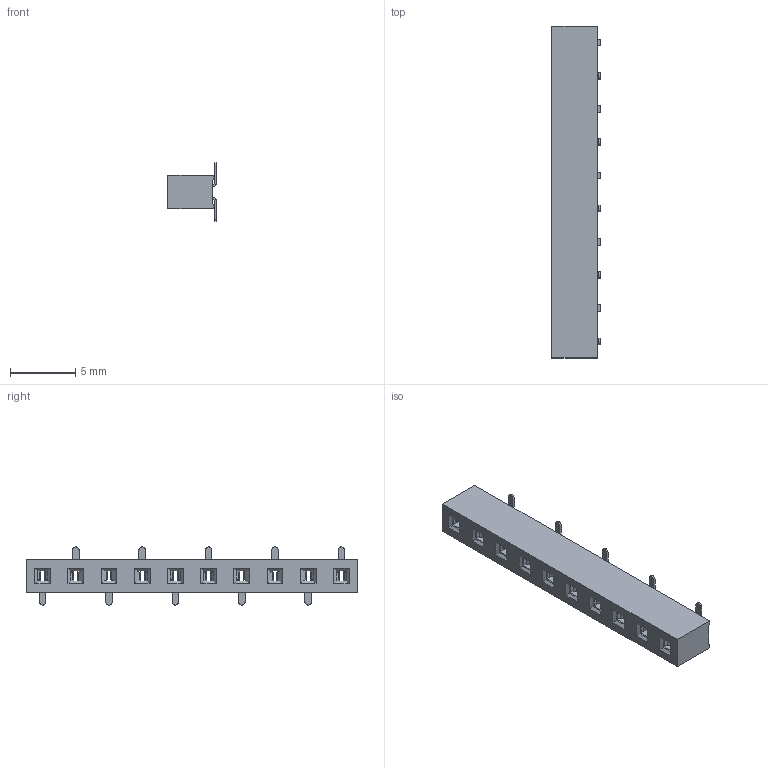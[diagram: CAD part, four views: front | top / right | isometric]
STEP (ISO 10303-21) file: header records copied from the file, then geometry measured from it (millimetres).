
FILE_DESCRIPTION(/* description */ (''),/* implementation_level */ '2;1');
FILE_NAME(/* name */ '3492-10-2-Dummy.stp',/* time_stamp */ '2022-09-22T10:36:20+02:00',/* author */ ('Andreas.Larin'),/* organization */ (''),/* preprocessor_version */ 'ST-DEVELOPER v15.6',/* originating_system */ 'Autodesk Inventor 2015',/* authorisation */ '');
FILE_SCHEMA (('AUTOMOTIVE_DESIGN { 1 0 10303 214 3 1 1 }'));
Length unit declared in the file: centimetre
Products named in the file (1): 3492-10-2-Dummy
Bounding box: 3.71 x 25.4 x 4.46 mm (x, y, z)
Volume: 183.6 mm3; surface area: 613.7 mm2
Topology: 1 solids, 1 shells, 960 faces, 2504 edges, 1516 vertices
Faces by surface type: plane 730, cylinder 230
Entity records: 28972 total; most frequent: CARTESIAN_POINT 5101, ORIENTED_EDGE 5008, DIRECTION 4966, EDGE_CURVE 2504, LINE 1924, VECTOR 1924, AXIS2_PLACEMENT_3D 1521, VERTEX_POINT 1516
